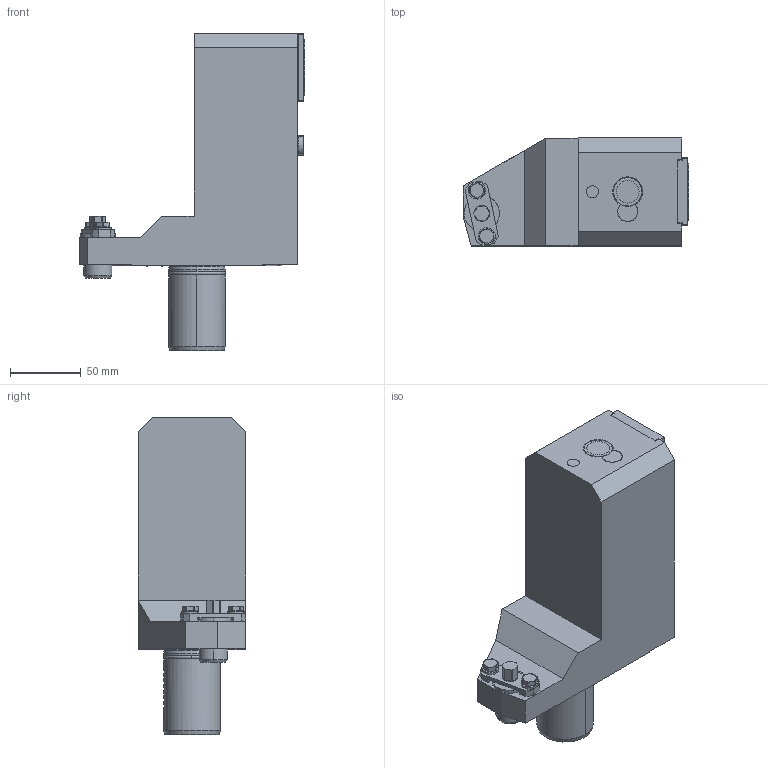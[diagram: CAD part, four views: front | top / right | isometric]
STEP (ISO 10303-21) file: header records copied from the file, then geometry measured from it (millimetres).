
FILE_DESCRIPTION (( 'STEP AP203' ), '1' );
FILE_NAME ('B1V40-SQ2.C4-RC.STEP', '2022-02-23T12:48:32', ( '' ), ( '' ), 'SwSTEP 2.0', 'SolidWorks 2021', '' );
FILE_SCHEMA (( 'CONFIG_CONTROL_DESIGN' ));
Length unit declared in the file: millimetre
Products named in the file (1): B1V40-SQ2.C4-RC
Bounding box: 159 x 76 x 224 mm (x, y, z)
Surface area: 87534.3 mm2 (no closed solid volume)
Topology: 0 solids, 2 shells, 266 faces, 683 edges, 441 vertices
Faces by surface type: plane 145, cylinder 88, cone 23, torus 10
Entity records: 8271 total; most frequent: CARTESIAN_POINT 1619, DIRECTION 1419, ORIENTED_EDGE 1364, EDGE_CURVE 683, AXIS2_PLACEMENT_3D 529, VERTEX_POINT 441, VECTOR 361, LINE 361
